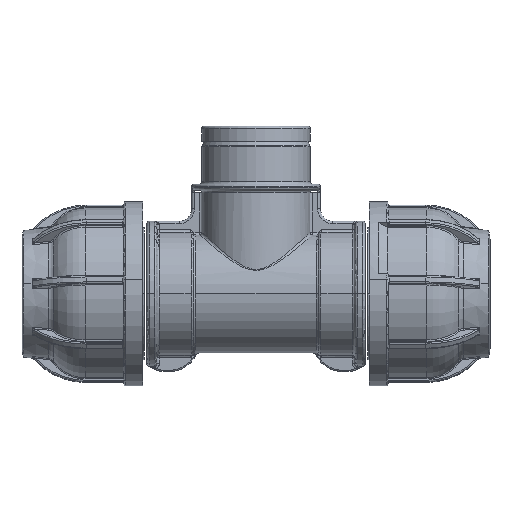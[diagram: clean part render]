
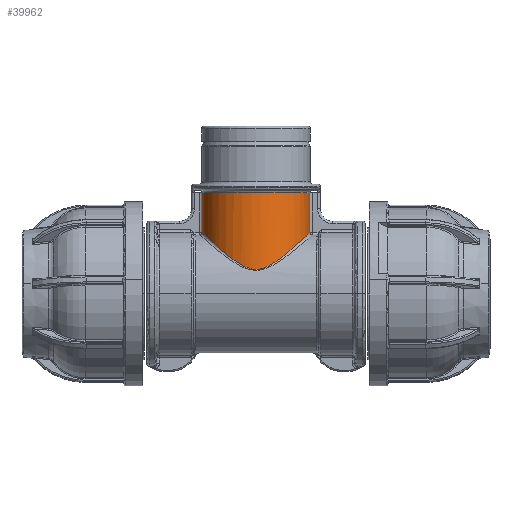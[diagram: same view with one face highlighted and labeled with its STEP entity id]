
A CAD part, top view. The second image highlights one B-rep face of the part: STEP entity #39962.
In plain terms, the highlighted cylindrical face has radius 21.5 mm (diameter 43 mm), a partial arc.
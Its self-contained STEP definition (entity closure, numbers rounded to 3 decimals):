
#1790 = FACE_OUTER_BOUND ( 'NONE', #46433, .T. ) ;
#1791 = CYLINDRICAL_SURFACE ( 'NONE', #47344, 21.5 ) ;
#15267 = CARTESIAN_POINT ( 'NONE',  ( 21.324, 40.2, 2.747 ) ) ;
#15273 = CARTESIAN_POINT ( 'NONE',  ( -21.324, 40.2, 2.747 ) ) ;
#15274 = CARTESIAN_POINT ( 'NONE',  ( -21.324, 24.331, 2.747 ) ) ;
#15313 = CARTESIAN_POINT ( 'NONE',  ( 21.324, 24.331, 2.747 ) ) ;
#27919 = VECTOR ( 'NONE', #38164, 1000. ) ;
#27930 = CIRCLE ( 'NONE', #27931, 21.5 ) ;
#27931 = AXIS2_PLACEMENT_3D ( 'NONE', #38180, #38181, #38182 ) ;
#27934 = VECTOR ( 'NONE', #38187, 1000. ) ;
#29915 = LINE ( 'NONE', #38163, #27919 ) ;
#29919 = LINE ( 'NONE', #38186, #27934 ) ;
#33719 = B_SPLINE_CURVE_WITH_KNOTS ( 'NONE', 3,
 ( #38095, #38096, #38097, #38098, #38099, #38100, #38101, #38102, #38103, #38104, #38105, #38106, #38107, #38108, #38109, #38110, #38111, #38112, #38113, #38114, #38115, #38116, #38117, #38118, #38119, #38120, #38121, #38122, #38123, #38124, #38125, #38126, #38127, #38128, #38129, #38130, #38131, #38132, #38133, #38134, #38135, #38136, #38137, #38138, #38139, #38140, #38141, #38142, #38143, #38144, #38145, #38146, #38147, #38148, #38149, #38150, #38151, #38152, #38153, #38154, #38155, #38156 ),
 .UNSPECIFIED., .F., .F.,
 ( 4, 2, 2, 2, 2, 2, 2, 2, 2, 2, 2, 2, 2, 2, 2, 2, 2, 2, 2, 2, 2, 2, 2, 2, 2, 2, 2, 2, 2, 2, 4 ),
 ( 0., 0.004, 0.005, 0.007, 0.009, 0.011, 0.013, 0.017, 0.02, 0.022, 0.026, 0.028, 0.03, 0.032, 0.033, 0.035, 0.036, 0.037, 0.038, 0.039, 0.041, 0.043, 0.046, 0.048, 0.052, 0.057, 0.059, 0.061, 0.063, 0.065, 0.07 ),
 .UNSPECIFIED. ) ;
#36923 = EDGE_CURVE ( 'NONE', #42750, #42789, #33719, .T. ) ;
#36926 = EDGE_CURVE ( 'NONE', #42749, #42750, #29915, .T. ) ;
#36933 = EDGE_CURVE ( 'NONE', #42743, #42749, #27930, .T. ) ;
#36935 = EDGE_CURVE ( 'NONE', #42789, #42743, #29919, .T. ) ;
#38095 = CARTESIAN_POINT ( 'NONE',  ( -21.324, 24.331, 2.747 ) ) ;
#38096 = CARTESIAN_POINT ( 'NONE',  ( -21.138, 24.152, 4.189 ) ) ;
#38097 = CARTESIAN_POINT ( 'NONE',  ( -20.814, 23.841, 5.566 ) ) ;
#38098 = CARTESIAN_POINT ( 'NONE',  ( -20.255, 23.309, 7.219 ) ) ;
#38099 = CARTESIAN_POINT ( 'NONE',  ( -20.135, 23.195, 7.546 ) ) ;
#38100 = CARTESIAN_POINT ( 'NONE',  ( -19.884, 22.956, 8.186 ) ) ;
#38101 = CARTESIAN_POINT ( 'NONE',  ( -19.752, 22.831, 8.5 ) ) ;
#38102 = CARTESIAN_POINT ( 'NONE',  ( -19.336, 22.438, 9.424 ) ) ;
#38103 = CARTESIAN_POINT ( 'NONE',  ( -19.035, 22.154, 10.017 ) ) ;
#38104 = CARTESIAN_POINT ( 'NONE',  ( -18.387, 21.546, 11.163 ) ) ;
#38105 = CARTESIAN_POINT ( 'NONE',  ( -18.038, 21.221, 11.717 ) ) ;
#38106 = CARTESIAN_POINT ( 'NONE',  ( -17.305, 20.541, 12.775 ) ) ;
#38107 = CARTESIAN_POINT ( 'NONE',  ( -16.922, 20.188, 13.277 ) ) ;
#38108 = CARTESIAN_POINT ( 'NONE',  ( -15.727, 19.098, 14.713 ) ) ;
#38109 = CARTESIAN_POINT ( 'NONE',  ( -14.87, 18.327, 15.575 ) ) ;
#38110 = CARTESIAN_POINT ( 'NONE',  ( -13.495, 17.129, 16.748 ) ) ;
#38111 = CARTESIAN_POINT ( 'NONE',  ( -13.021, 16.721, 17.119 ) ) ;
#38112 = CARTESIAN_POINT ( 'NONE',  ( -12.045, 15.9, 17.819 ) ) ;
#38113 = CARTESIAN_POINT ( 'NONE',  ( -11.547, 15.489, 18.146 ) ) ;
#38114 = CARTESIAN_POINT ( 'NONE',  ( -10.015, 14.261, 19.062 ) ) ;
#38115 = CARTESIAN_POINT ( 'NONE',  ( -8.948, 13.448, 19.588 ) ) ;
#38116 = CARTESIAN_POINT ( 'NONE',  ( -7.239, 12.295, 20.254 ) ) ;
#38117 = CARTESIAN_POINT ( 'NONE',  ( -6.65, 11.922, 20.456 ) ) ;
#38118 = CARTESIAN_POINT ( 'NONE',  ( -5.421, 11.22, 20.815 ) ) ;
#38119 = CARTESIAN_POINT ( 'NONE',  ( -4.787, 10.895, 20.971 ) ) ;
#38120 = CARTESIAN_POINT ( 'NONE',  ( -3.801, 10.475, 21.164 ) ) ;
#38121 = CARTESIAN_POINT ( 'NONE',  ( -3.466, 10.346, 21.222 ) ) ;
#38122 = CARTESIAN_POINT ( 'NONE',  ( -2.781, 10.117, 21.322 ) ) ;
#38123 = CARTESIAN_POINT ( 'NONE',  ( -2.429, 10.017, 21.365 ) ) ;
#38124 = CARTESIAN_POINT ( 'NONE',  ( -1.369, 9.774, 21.468 ) ) ;
#38125 = CARTESIAN_POINT ( 'NONE',  ( -0.651, 9.689, 21.503 ) ) ;
#38126 = CARTESIAN_POINT ( 'NONE',  ( 0.445, 9.699, 21.498 ) ) ;
#38127 = CARTESIAN_POINT ( 'NONE',  ( 0.813, 9.725, 21.488 ) ) ;
#38128 = CARTESIAN_POINT ( 'NONE',  ( 1.533, 9.82, 21.448 ) ) ;
#38129 = CARTESIAN_POINT ( 'NONE',  ( 1.888, 9.888, 21.42 ) ) ;
#38130 = CARTESIAN_POINT ( 'NONE',  ( 2.589, 10.061, 21.346 ) ) ;
#38131 = CARTESIAN_POINT ( 'NONE',  ( 2.935, 10.165, 21.302 ) ) ;
#38132 = CARTESIAN_POINT ( 'NONE',  ( 3.62, 10.404, 21.196 ) ) ;
#38133 = CARTESIAN_POINT ( 'NONE',  ( 3.957, 10.538, 21.135 ) ) ;
#38134 = CARTESIAN_POINT ( 'NONE',  ( 4.94, 10.97, 20.936 ) ) ;
#38135 = CARTESIAN_POINT ( 'NONE',  ( 5.562, 11.296, 20.778 ) ) ;
#38136 = CARTESIAN_POINT ( 'NONE',  ( 6.763, 11.993, 20.418 ) ) ;
#38137 = CARTESIAN_POINT ( 'NONE',  ( 7.343, 12.363, 20.216 ) ) ;
#38138 = CARTESIAN_POINT ( 'NONE',  ( 8.47, 13.129, 19.771 ) ) ;
#38139 = CARTESIAN_POINT ( 'NONE',  ( 9.018, 13.524, 19.527 ) ) ;
#38140 = CARTESIAN_POINT ( 'NONE',  ( 10.09, 14.33, 18.995 ) ) ;
#38141 = CARTESIAN_POINT ( 'NONE',  ( 10.615, 14.741, 18.706 ) ) ;
#38142 = CARTESIAN_POINT ( 'NONE',  ( 12.142, 15.969, 17.783 ) ) ;
#38143 = CARTESIAN_POINT ( 'NONE',  ( 13.099, 16.783, 17.09 ) ) ;
#38144 = CARTESIAN_POINT ( 'NONE',  ( 14.91, 18.363, 15.536 ) ) ;
#38145 = CARTESIAN_POINT ( 'NONE',  ( 15.763, 19.13, 14.675 ) ) ;
#38146 = CARTESIAN_POINT ( 'NONE',  ( 16.96, 20.223, 13.229 ) ) ;
#38147 = CARTESIAN_POINT ( 'NONE',  ( 17.344, 20.577, 12.722 ) ) ;
#38148 = CARTESIAN_POINT ( 'NONE',  ( 18.068, 21.249, 11.67 ) ) ;
#38149 = CARTESIAN_POINT ( 'NONE',  ( 18.41, 21.568, 11.124 ) ) ;
#38150 = CARTESIAN_POINT ( 'NONE',  ( 19.051, 22.169, 9.987 ) ) ;
#38151 = CARTESIAN_POINT ( 'NONE',  ( 19.35, 22.451, 9.396 ) ) ;
#38152 = CARTESIAN_POINT ( 'NONE',  ( 19.901, 22.973, 8.164 ) ) ;
#38153 = CARTESIAN_POINT ( 'NONE',  ( 20.154, 23.213, 7.52 ) ) ;
#38154 = CARTESIAN_POINT ( 'NONE',  ( 20.816, 23.844, 5.553 ) ) ;
#38155 = CARTESIAN_POINT ( 'NONE',  ( 21.139, 24.153, 4.184 ) ) ;
#38156 = CARTESIAN_POINT ( 'NONE',  ( 21.324, 24.331, 2.747 ) ) ;
#38163 = CARTESIAN_POINT ( 'NONE',  ( -21.324, 81.824, 2.747 ) ) ;
#38164 = DIRECTION ( 'NONE',  ( 0., -1., 0. ) ) ;
#38180 = CARTESIAN_POINT ( 'NONE',  ( 0., 40.2, 0. ) ) ;
#38181 = DIRECTION ( 'NONE',  ( 0., -1., 0. ) ) ;
#38182 = DIRECTION ( 'NONE',  ( -1., 0., 0. ) ) ;
#38186 = CARTESIAN_POINT ( 'NONE',  ( 21.324, 81.824, 2.747 ) ) ;
#38187 = DIRECTION ( 'NONE',  ( 0., 1., 0. ) ) ;
#39962 = ADVANCED_FACE ( 'NONE', ( #1790 ), #1791, .T. ) ;
#42743 = VERTEX_POINT ( 'NONE', #15267 ) ;
#42749 = VERTEX_POINT ( 'NONE', #15273 ) ;
#42750 = VERTEX_POINT ( 'NONE', #15274 ) ;
#42789 = VERTEX_POINT ( 'NONE', #15313 ) ;
#46433 = EDGE_LOOP ( 'NONE', ( #46736, #46739, #46737, #46738 ) ) ;
#46736 = ORIENTED_EDGE ( 'NONE', *, *, #36935, .T. ) ;
#46737 = ORIENTED_EDGE ( 'NONE', *, *, #36926, .T. ) ;
#46738 = ORIENTED_EDGE ( 'NONE', *, *, #36923, .T. ) ;
#46739 = ORIENTED_EDGE ( 'NONE', *, *, #36933, .T. ) ;
#47344 = AXIS2_PLACEMENT_3D ( 'NONE', #58250, #58251, #58252 ) ;
#58250 = CARTESIAN_POINT ( 'NONE',  ( 0., 81.824, 0. ) ) ;
#58251 = DIRECTION ( 'NONE',  ( 0., 1., 0. ) ) ;
#58252 = DIRECTION ( 'NONE',  ( -1., 0., 0. ) ) ;
